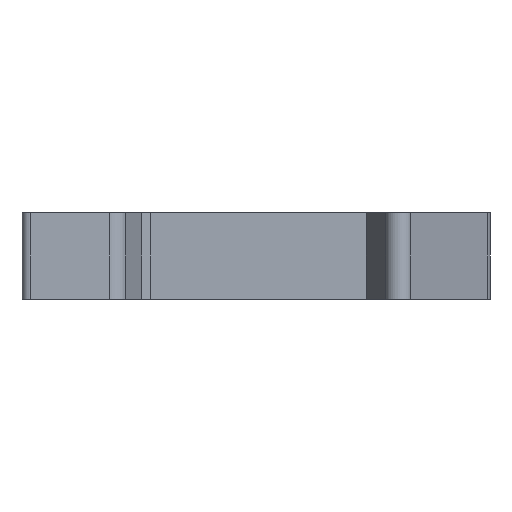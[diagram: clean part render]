
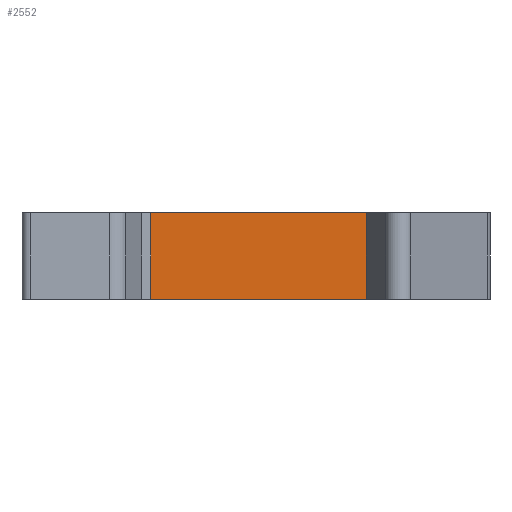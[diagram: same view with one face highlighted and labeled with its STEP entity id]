
A CAD part, front view. The second image highlights one B-rep face of the part: STEP entity #2552.
In plain terms, the highlighted planar face has unit normal (0, -1, 0).
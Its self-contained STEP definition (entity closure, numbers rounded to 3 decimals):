
#223=DIRECTION('',(1.,0.,0.));
#224=VECTOR('',#223,13.7);
#225=CARTESIAN_POINT('',(-6.3,0.,-2.6));
#226=LINE('',#225,#224);
#652=DIRECTION('',(0.,0.,1.));
#653=VECTOR('',#652,5.2);
#654=CARTESIAN_POINT('',(7.4,0.,-2.6));
#655=LINE('',#654,#653);
#656=DIRECTION('',(0.,0.,1.));
#657=VECTOR('',#656,5.2);
#658=CARTESIAN_POINT('',(-6.3,0.,-2.6));
#659=LINE('',#658,#657);
#843=DIRECTION('',(1.,0.,0.));
#844=VECTOR('',#843,13.7);
#845=CARTESIAN_POINT('',(-6.3,0.,2.6));
#846=LINE('',#845,#844);
#1431=CARTESIAN_POINT('',(-6.3,0.,-2.6));
#1432=VERTEX_POINT('',#1431);
#1433=CARTESIAN_POINT('',(7.4,0.,-2.6));
#1434=VERTEX_POINT('',#1433);
#1587=CARTESIAN_POINT('',(-6.3,0.,2.6));
#1588=VERTEX_POINT('',#1587);
#1589=CARTESIAN_POINT('',(7.4,0.,2.6));
#1590=VERTEX_POINT('',#1589);
#2539=CARTESIAN_POINT('',(-6.3,0.,-2.6));
#2540=DIRECTION('',(0.,-1.,0.));
#2541=DIRECTION('',(1.,0.,0.));
#2542=AXIS2_PLACEMENT_3D('',#2539,#2540,#2541);
#2543=PLANE('',#2542);
#2544=ORIENTED_EDGE('',*,*,#1856,.F.);
#2546=ORIENTED_EDGE('',*,*,#2545,.T.);
#2548=ORIENTED_EDGE('',*,*,#2547,.T.);
#2549=ORIENTED_EDGE('',*,*,#2531,.F.);
#2550=EDGE_LOOP('',(#2544,#2546,#2548,#2549));
#2551=FACE_OUTER_BOUND('',#2550,.F.);
#2552=ADVANCED_FACE('',(#2551),#2543,.T.);
#1856=EDGE_CURVE('',#1432,#1434,#226,.T.);
#2531=EDGE_CURVE('',#1434,#1590,#655,.T.);
#2545=EDGE_CURVE('',#1432,#1588,#659,.T.);
#2547=EDGE_CURVE('',#1588,#1590,#846,.T.);
